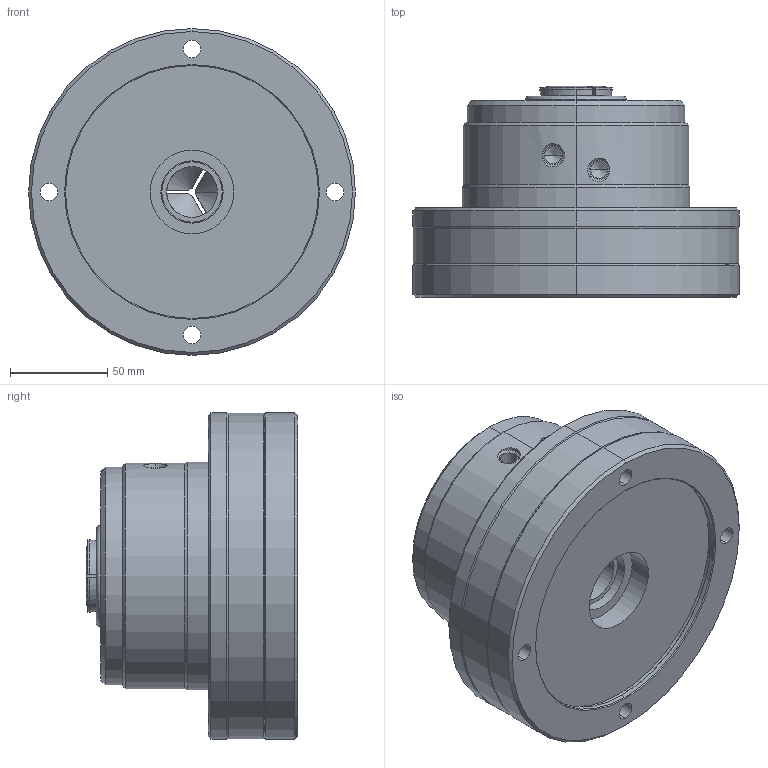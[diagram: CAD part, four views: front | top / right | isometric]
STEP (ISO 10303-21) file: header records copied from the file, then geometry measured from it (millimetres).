
FILE_DESCRIPTION (( 'STEP AP214' ), '1' );
FILE_NAME ('JAP206-5C.STEP', '2020-03-30T00:53:56', ( 'COSH' ), ( '' ), 'SwSTEP 2.0', 'SolidWorks 2016', '' );
FILE_SCHEMA (( 'AUTOMOTIVE_DESIGN' ));
Length unit declared in the file: millimetre
Products named in the file (1): JAP206-5C
Bounding box: 168 x 108.5 x 168 mm (x, y, z)
Volume: 1456697.2 mm3; surface area: 107345 mm2
Topology: 1 solids, 1 shells, 138 faces, 329 edges, 203 vertices
Faces by surface type: cylinder 60, cone 42, plane 34, torus 2
Entity records: 4621 total; most frequent: CARTESIAN_POINT 918, DIRECTION 728, ORIENTED_EDGE 642, EDGE_CURVE 321, AXIS2_PLACEMENT_3D 293, VERTEX_POINT 203, EDGE_LOOP 166, CIRCLE 154
